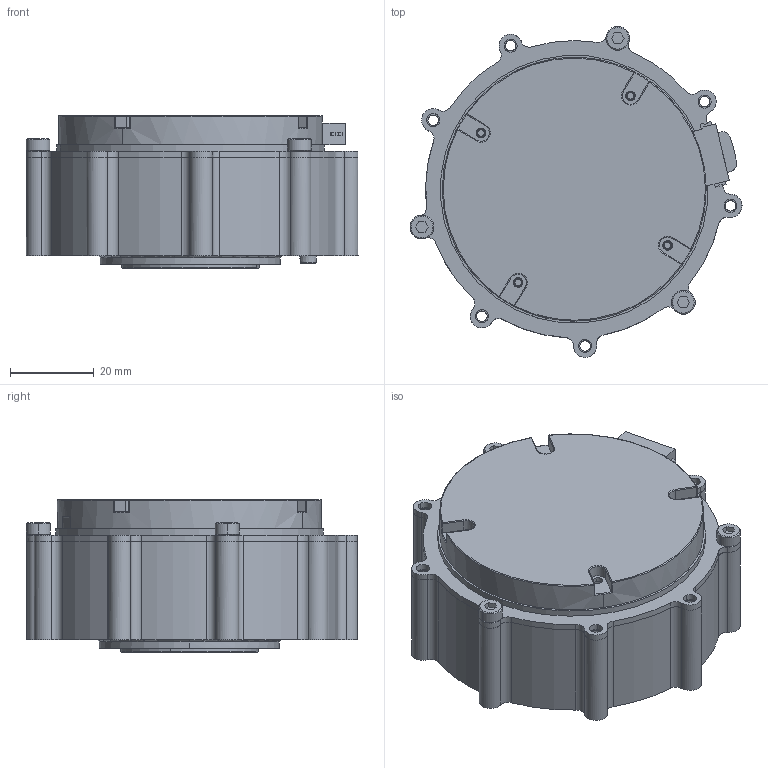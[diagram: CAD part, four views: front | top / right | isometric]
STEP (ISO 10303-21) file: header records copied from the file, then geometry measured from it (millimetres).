
FILE_DESCRIPTION((''),'2;1');
FILE_NAME('ASM0002_ASM','2023-09-07T22:34:29',('liu'),(''),'CREO PARAMETRIC BY PTC INC, 2017260','CREO PARAMETRIC BY PTC INC, 2017260','');
FILE_SCHEMA(('CONFIG_CONTROL_DESIGN'));
Products named in the file (21): 1_1_06_EB673-504_1_1_1_1_1; 1_2_04_670601_1_1_1_1_1; 1_1_02_EB671-500_1_1_1_1_1; 1_2_04_694000_1_1_1_1_1; 1_2_06_000213_1_1_1_1_1; 1_1_31_QT-642_1_1_1_1_1; 1_1_06_EB673-502_1_1_1_1_1; 0000859389_1_1_1_1_1; 0000859399_1_1_1_1_1; 0000259320_1_1_1_1_1; 3_1_02_067_0003_ASM_1_ASM_1_ASM_ASM; DUANZI_1_3_1_1_1_1_1_1; 12345_ASM_1_ASM_2_ASM_1_ASM_1_A_ASM; 0518_ASM_2_ASM_1_ASM_1_ASM_1_AS_ASM; 3_1_02_067_0003_ASM_ASM_1_ASM_1_ASM; 0714_ASM_1_ASM_1_ASM_1_ASM; LUODING_1_1; ASM0002_ASM_1_ASM_1_ASM; ASM0002_ASM_1_ASM; 0411-2_4_1_3_1; ASM0002_ASM
Assembly tree (22 placements, depth 8):
  ASM0002_ASM
    ASM0002_ASM_1_ASM
      ASM0002_ASM_1_ASM_1_ASM
        0714_ASM_1_ASM_1_ASM_1_ASM
          3_1_02_067_0003_ASM_ASM_1_ASM_1_ASM
            3_1_02_067_0003_ASM_1_ASM_1_ASM_ASM
              1_1_06_EB673-504_1_1_1_1_1
              1_2_04_670601_1_1_1_1_1
              1_1_02_EB671-500_1_1_1_1_1
              1_2_04_694000_1_1_1_1_1
              1_2_06_000213_1_1_1_1_1
              1_1_31_QT-642_1_1_1_1_1
              1_1_06_EB673-502_1_1_1_1_1
              0000859389_1_1_1_1_1
              0000859399_1_1_1_1_1
              0000259320_1_1_1_1_1
            0518_ASM_2_ASM_1_ASM_1_ASM_1_AS_ASM
              12345_ASM_1_ASM_2_ASM_1_ASM_1_A_ASM
                DUANZI_1_3_1_1_1_1_1_1
        LUODING_1_1  x3
    0411-2_4_1_3_1
Bounding box: 79.28 x 79.04 x 36.5 mm (x, y, z)
Volume: 112554.8 mm3; surface area: 46047.4 mm2
Topology: 12 solids, 12 shells, 1308 faces, 3798 edges, 2485 vertices
Faces by surface type: plane 588, cylinder 442, cone 238, torus 24, sphere 8, revolution 8
Entity records: 45046 total; most frequent: CARTESIAN_POINT 9610, DIRECTION 7627, ORIENTED_EDGE 7396, EDGE_CURVE 3698, AXIS2_PLACEMENT_3D 2978, VERTEX_POINT 2429, VECTOR 1663, LINE 1663
